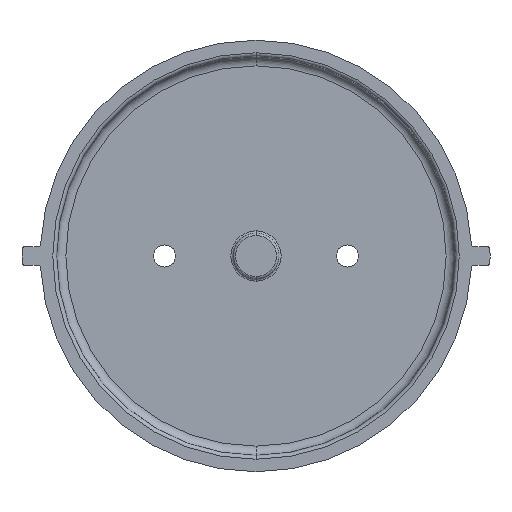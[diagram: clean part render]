
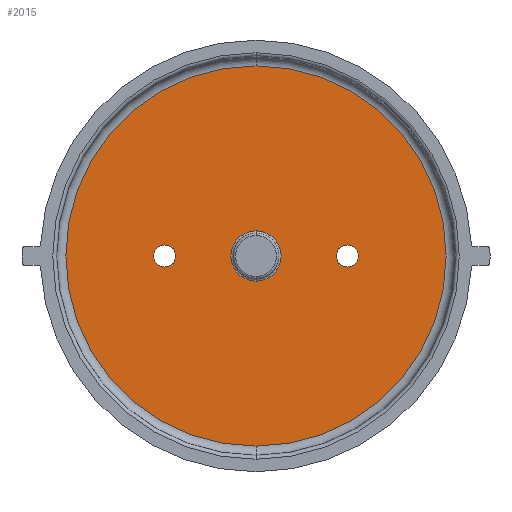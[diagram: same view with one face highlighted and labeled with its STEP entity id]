
A CAD part, front view. The second image highlights one B-rep face of the part: STEP entity #2015.
In plain terms, the highlighted planar face has unit normal (0, -1, 0).
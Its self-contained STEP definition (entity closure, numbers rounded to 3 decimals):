
#4 = EDGE_CURVE ( 'NONE', #961, #1529, #1593, .T. ) ;
#11 = DIRECTION ( 'NONE',  ( 0., -1., 0. ) ) ;
#21 = CIRCLE ( 'NONE', #2515, 1.215 ) ;
#113 = CIRCLE ( 'NONE', #204, 2.746 ) ;
#121 = EDGE_CURVE ( 'NONE', #505, #1034, #1918, .T. ) ;
#204 = AXIS2_PLACEMENT_3D ( 'NONE', #2408, #514, #1630 ) ;
#224 = CARTESIAN_POINT ( 'NONE',  ( 10., 479.902, 0. ) ) ;
#235 = DIRECTION ( 'NONE',  ( 0., 0., -1. ) ) ;
#251 = DIRECTION ( 'NONE',  ( 0., 0., -1. ) ) ;
#278 = ORIENTED_EDGE ( 'NONE', *, *, #1179, .F. ) ;
#306 = ORIENTED_EDGE ( 'NONE', *, *, #2349, .F. ) ;
#349 = CARTESIAN_POINT ( 'NONE',  ( -10., 479.902, -1.215 ) ) ;
#370 = CIRCLE ( 'NONE', #1076, 1.215 ) ;
#394 = FACE_OUTER_BOUND ( 'NONE', #1911, .T. ) ;
#397 = AXIS2_PLACEMENT_3D ( 'NONE', #1086, #1576, #824 ) ;
#431 = CIRCLE ( 'NONE', #1406, 2.746 ) ;
#452 = CARTESIAN_POINT ( 'NONE',  ( -10., 479.902, 0. ) ) ;
#505 = VERTEX_POINT ( 'NONE', #349 ) ;
#514 = DIRECTION ( 'NONE',  ( 0., 1., 0. ) ) ;
#524 = VERTEX_POINT ( 'NONE', #1801 ) ;
#617 = CARTESIAN_POINT ( 'NONE',  ( 10., 479.902, 0. ) ) ;
#630 = DIRECTION ( 'NONE',  ( 0., 0., -1. ) ) ;
#637 = VERTEX_POINT ( 'NONE', #1908 ) ;
#649 = AXIS2_PLACEMENT_3D ( 'NONE', #2479, #1483, #235 ) ;
#668 = DIRECTION ( 'NONE',  ( 0., -1., 0. ) ) ;
#705 = DIRECTION ( 'NONE',  ( 0., 1., 0. ) ) ;
#730 = EDGE_CURVE ( 'NONE', #1529, #961, #1859, .T. ) ;
#731 = AXIS2_PLACEMENT_3D ( 'NONE', #617, #2003, #815 ) ;
#752 = ORIENTED_EDGE ( 'NONE', *, *, #730, .T. ) ;
#767 = VERTEX_POINT ( 'NONE', #1535 ) ;
#815 = DIRECTION ( 'NONE',  ( 0., 0., -1. ) ) ;
#824 = DIRECTION ( 'NONE',  ( 0., 0., -1. ) ) ;
#829 = EDGE_CURVE ( 'NONE', #524, #767, #113, .T. ) ;
#845 = AXIS2_PLACEMENT_3D ( 'NONE', #1627, #1947, #1338 ) ;
#856 = ORIENTED_EDGE ( 'NONE', *, *, #829, .T. ) ;
#864 = CARTESIAN_POINT ( 'NONE',  ( 0., 479.902, -20.784 ) ) ;
#877 = CARTESIAN_POINT ( 'NONE',  ( 0., 479.902, 0. ) ) ;
#892 = CIRCLE ( 'NONE', #731, 1.215 ) ;
#924 = FACE_BOUND ( 'NONE', #1938, .T. ) ;
#935 = CARTESIAN_POINT ( 'NONE',  ( 0., 479.902, 23.5 ) ) ;
#961 = VERTEX_POINT ( 'NONE', #864 ) ;
#972 = PLANE ( 'NONE',  #2022 ) ;
#982 = FACE_BOUND ( 'NONE', #1532, .T. ) ;
#990 = EDGE_CURVE ( 'NONE', #767, #524, #431, .T. ) ;
#1034 = VERTEX_POINT ( 'NONE', #1999 ) ;
#1076 = AXIS2_PLACEMENT_3D ( 'NONE', #452, #668, #1693 ) ;
#1086 = CARTESIAN_POINT ( 'NONE',  ( -10., 479.902, 0. ) ) ;
#1098 = ORIENTED_EDGE ( 'NONE', *, *, #1267, .F. ) ;
#1179 = EDGE_CURVE ( 'NONE', #1034, #505, #370, .T. ) ;
#1201 = DIRECTION ( 'NONE',  ( 0., 0., -1. ) ) ;
#1231 = CARTESIAN_POINT ( 'NONE',  ( 0., 479.902, 20.784 ) ) ;
#1267 = EDGE_CURVE ( 'NONE', #637, #1770, #21, .T. ) ;
#1338 = DIRECTION ( 'NONE',  ( 0., 0., -1. ) ) ;
#1406 = AXIS2_PLACEMENT_3D ( 'NONE', #877, #705, #630 ) ;
#1483 = DIRECTION ( 'NONE',  ( 0., -1., 0. ) ) ;
#1506 = ORIENTED_EDGE ( 'NONE', *, *, #121, .F. ) ;
#1529 = VERTEX_POINT ( 'NONE', #1231 ) ;
#1532 = EDGE_LOOP ( 'NONE', ( #1506, #278 ) ) ;
#1535 = CARTESIAN_POINT ( 'NONE',  ( 0., 479.902, 2.746 ) ) ;
#1576 = DIRECTION ( 'NONE',  ( 0., -1., 0. ) ) ;
#1593 = CIRCLE ( 'NONE', #845, 20.784 ) ;
#1627 = CARTESIAN_POINT ( 'NONE',  ( 0., 479.902, 0. ) ) ;
#1630 = DIRECTION ( 'NONE',  ( 0., 0., -1. ) ) ;
#1693 = DIRECTION ( 'NONE',  ( 0., 0., -1. ) ) ;
#1770 = VERTEX_POINT ( 'NONE', #2461 ) ;
#1801 = CARTESIAN_POINT ( 'NONE',  ( 0., 479.902, -2.746 ) ) ;
#1859 = CIRCLE ( 'NONE', #649, 20.784 ) ;
#1908 = CARTESIAN_POINT ( 'NONE',  ( 10., 479.902, 1.215 ) ) ;
#1911 = EDGE_LOOP ( 'NONE', ( #2481, #752 ) ) ;
#1918 = CIRCLE ( 'NONE', #397, 1.215 ) ;
#1938 = EDGE_LOOP ( 'NONE', ( #1098, #306 ) ) ;
#1947 = DIRECTION ( 'NONE',  ( 0., -1., 0. ) ) ;
#1969 = ORIENTED_EDGE ( 'NONE', *, *, #990, .T. ) ;
#1999 = CARTESIAN_POINT ( 'NONE',  ( -10., 479.902, 1.215 ) ) ;
#2003 = DIRECTION ( 'NONE',  ( 0., -1., 0. ) ) ;
#2015 = ADVANCED_FACE ( 'NONE', ( #2483, #924, #982, #394 ), #972, .T. ) ;
#2022 = AXIS2_PLACEMENT_3D ( 'NONE', #935, #2047, #251 ) ;
#2047 = DIRECTION ( 'NONE',  ( 0., -1., 0. ) ) ;
#2267 = EDGE_LOOP ( 'NONE', ( #856, #1969 ) ) ;
#2349 = EDGE_CURVE ( 'NONE', #1770, #637, #892, .T. ) ;
#2408 = CARTESIAN_POINT ( 'NONE',  ( 0., 479.902, 0. ) ) ;
#2461 = CARTESIAN_POINT ( 'NONE',  ( 10., 479.902, -1.215 ) ) ;
#2479 = CARTESIAN_POINT ( 'NONE',  ( 0., 479.902, 0. ) ) ;
#2481 = ORIENTED_EDGE ( 'NONE', *, *, #4, .T. ) ;
#2483 = FACE_BOUND ( 'NONE', #2267, .T. ) ;
#2515 = AXIS2_PLACEMENT_3D ( 'NONE', #224, #11, #1201 ) ;
